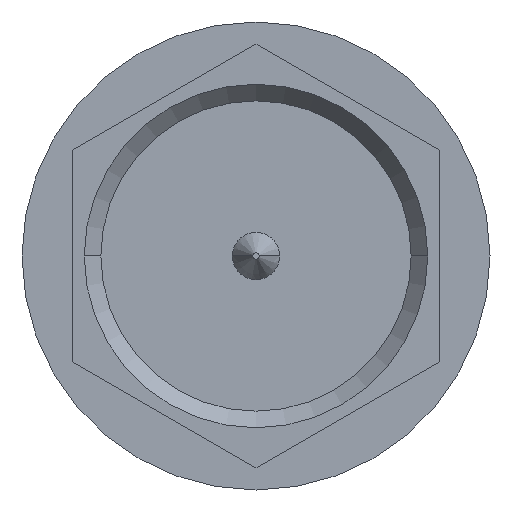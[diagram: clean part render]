
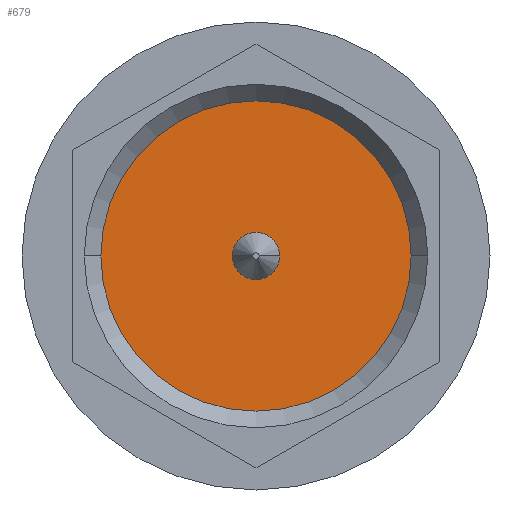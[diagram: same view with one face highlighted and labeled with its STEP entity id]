
A CAD part, front view. The second image highlights one B-rep face of the part: STEP entity #679.
In plain terms, the highlighted face is planar.
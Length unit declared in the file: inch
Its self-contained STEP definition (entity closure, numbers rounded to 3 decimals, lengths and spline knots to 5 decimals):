
#218 = VERTEX_POINT ( 'NONE', #1407 ) ;
#220 = EDGE_CURVE ( 'NONE', #218, #221, #1406, .T. ) ;
#221 = VERTEX_POINT ( 'NONE', #1401 ) ;
#227 = EDGE_CURVE ( 'NONE', #228, #483, #1385, .T. ) ;
#228 = VERTEX_POINT ( 'NONE', #1381 ) ;
#483 = VERTEX_POINT ( 'NONE', #2026 ) ;
#679 = ADVANCED_FACE ( 'NONE', ( #2152, #2151 ), #2150, .T. ) ;
#680 = EDGE_LOOP ( 'NONE', ( #681, #683 ) ) ;
#681 = ORIENTED_EDGE ( 'NONE', *, *, #682, .T. ) ;
#682 = EDGE_CURVE ( 'NONE', #483, #228, #2145, .T. ) ;
#683 = ORIENTED_EDGE ( 'NONE', *, *, #227, .T. ) ;
#684 = EDGE_LOOP ( 'NONE', ( #685, #687 ) ) ;
#685 = ORIENTED_EDGE ( 'NONE', *, *, #686, .F. ) ;
#686 = EDGE_CURVE ( 'NONE', #221, #218, #2140, .T. ) ;
#687 = ORIENTED_EDGE ( 'NONE', *, *, #220, .F. ) ;
#1381 = CARTESIAN_POINT ( 'NONE',  ( 0., -0.135, -0.1575 ) ) ;
#1382 = DIRECTION ( 'NONE',  ( 0., 0., 1. ) ) ;
#1383 = DIRECTION ( 'NONE',  ( 0., 1., 0. ) ) ;
#1384 = AXIS2_PLACEMENT_3D ( 'NONE', #1391, #1383, #1382 ) ;
#1385 = CIRCLE ( 'NONE', #1384, 0.1575 ) ;
#1391 = CARTESIAN_POINT ( 'NONE',  ( 0., -0.135, 0. ) ) ;
#1401 = CARTESIAN_POINT ( 'NONE',  ( 0., -0.135, -0.024 ) ) ;
#1402 = DIRECTION ( 'NONE',  ( 0., 0., 1. ) ) ;
#1403 = DIRECTION ( 'NONE',  ( 0., 1., 0. ) ) ;
#1404 = CARTESIAN_POINT ( 'NONE',  ( 0., -0.135, 0. ) ) ;
#1405 = AXIS2_PLACEMENT_3D ( 'NONE', #1404, #1403, #1402 ) ;
#1406 = CIRCLE ( 'NONE', #1405, 0.024 ) ;
#1407 = CARTESIAN_POINT ( 'NONE',  ( 0., -0.135, 0.024 ) ) ;
#2026 = CARTESIAN_POINT ( 'NONE',  ( 0., -0.135, 0.1575 ) ) ;
#2136 = DIRECTION ( 'NONE',  ( 0., 0., 1. ) ) ;
#2137 = DIRECTION ( 'NONE',  ( 0., 1., 0. ) ) ;
#2138 = CARTESIAN_POINT ( 'NONE',  ( 0., -0.135, 0. ) ) ;
#2139 = AXIS2_PLACEMENT_3D ( 'NONE', #2138, #2137, #2136 ) ;
#2140 = CIRCLE ( 'NONE', #2139, 0.024 ) ;
#2141 = DIRECTION ( 'NONE',  ( 0., 0., 1. ) ) ;
#2142 = DIRECTION ( 'NONE',  ( 0., 1., 0. ) ) ;
#2143 = CARTESIAN_POINT ( 'NONE',  ( 0., -0.135, 0. ) ) ;
#2144 = AXIS2_PLACEMENT_3D ( 'NONE', #2143, #2142, #2141 ) ;
#2145 = CIRCLE ( 'NONE', #2144, 0.1575 ) ;
#2146 = DIRECTION ( 'NONE',  ( 0., 0., 1. ) ) ;
#2147 = DIRECTION ( 'NONE',  ( 0., 1., 0. ) ) ;
#2148 = CARTESIAN_POINT ( 'NONE',  ( 0., -0.135, 0. ) ) ;
#2149 = AXIS2_PLACEMENT_3D ( 'NONE', #2148, #2147, #2146 ) ;
#2150 = PLANE ( 'NONE',  #2149 ) ;
#2151 = FACE_BOUND ( 'NONE', #684, .T. ) ;
#2152 = FACE_OUTER_BOUND ( 'NONE', #680, .T. ) ;
